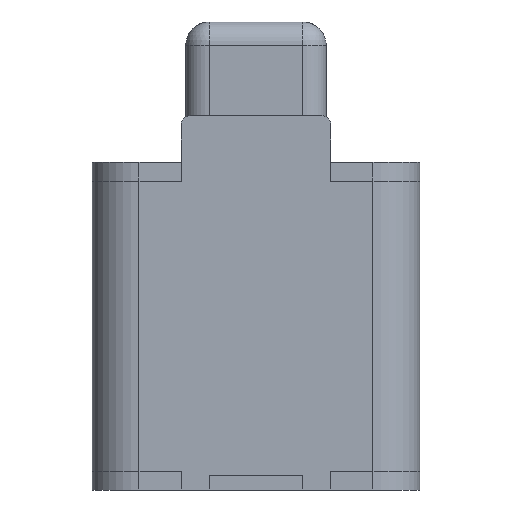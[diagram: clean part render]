
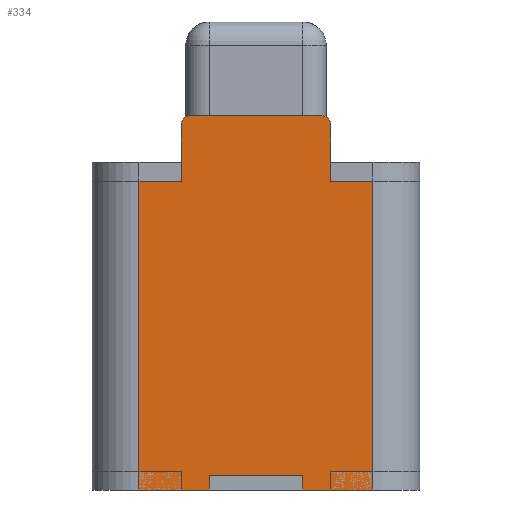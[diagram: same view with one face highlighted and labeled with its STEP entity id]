
A CAD part, left-side view. The second image highlights one B-rep face of the part: STEP entity #334.
In plain terms, the highlighted planar face has unit normal (-1, 0, 0).
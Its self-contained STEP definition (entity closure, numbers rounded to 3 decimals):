
#334 = ADVANCED_FACE( '', ( #605 ), #606, .F. );
#605 = FACE_OUTER_BOUND( '', #805, .T. );
#606 = PLANE( '', #806 );
#805 = EDGE_LOOP( '', ( #1075, #1076, #1077, #1078, #1079, #1080, #1081, #1082, #1083, #1084, #1085, #1086, #1087, #1088 ) );
#806 = AXIS2_PLACEMENT_3D( '', #1089, #1090, #1091 );
#1075 = ORIENTED_EDGE( '', *, *, #1677, .F. );
#1076 = ORIENTED_EDGE( '', *, *, #1678, .T. );
#1077 = ORIENTED_EDGE( '', *, *, #1674, .T. );
#1078 = ORIENTED_EDGE( '', *, *, #1658, .F. );
#1079 = ORIENTED_EDGE( '', *, *, #1679, .T. );
#1080 = ORIENTED_EDGE( '', *, *, #1680, .T. );
#1081 = ORIENTED_EDGE( '', *, *, #1681, .T. );
#1082 = ORIENTED_EDGE( '', *, *, #1682, .F. );
#1083 = ORIENTED_EDGE( '', *, *, #1683, .T. );
#1084 = ORIENTED_EDGE( '', *, *, #1684, .T. );
#1085 = ORIENTED_EDGE( '', *, *, #1685, .T. );
#1086 = ORIENTED_EDGE( '', *, *, #1660, .F. );
#1087 = ORIENTED_EDGE( '', *, *, #1676, .F. );
#1088 = ORIENTED_EDGE( '', *, *, #1686, .T. );
#1089 = CARTESIAN_POINT( '', ( -3., 1.75, 3.3 ) );
#1090 = DIRECTION( '', ( 1., 0., 0. ) );
#1091 = DIRECTION( '', ( 0., 0., -1. ) );
#1658 = EDGE_CURVE( '', #1904, #1905, #1906, .T. );
#1660 = EDGE_CURVE( '', #1907, #1909, #1910, .T. );
#1674 = EDGE_CURVE( '', #1936, #1905, #1937, .T. );
#1676 = EDGE_CURVE( '', #1938, #1907, #1940, .T. );
#1677 = EDGE_CURVE( '', #1941, #1942, #1943, .T. );
#1678 = EDGE_CURVE( '', #1941, #1936, #1944, .F. );
#1679 = EDGE_CURVE( '', #1904, #1945, #1946, .T. );
#1680 = EDGE_CURVE( '', #1945, #1947, #1948, .T. );
#1681 = EDGE_CURVE( '', #1947, #1949, #1950, .T. );
#1682 = EDGE_CURVE( '', #1951, #1949, #1952, .T. );
#1683 = EDGE_CURVE( '', #1951, #1953, #1954, .T. );
#1684 = EDGE_CURVE( '', #1953, #1955, #1956, .T. );
#1685 = EDGE_CURVE( '', #1955, #1909, #1957, .F. );
#1686 = EDGE_CURVE( '', #1938, #1942, #1958, .F. );
#1904 = VERTEX_POINT( '', #2134 );
#1905 = VERTEX_POINT( '', #2135 );
#1906 = LINE( '', #2136, #2137 );
#1907 = VERTEX_POINT( '', #2138 );
#1909 = VERTEX_POINT( '', #2140 );
#1910 = LINE( '', #2141, #2142 );
#1936 = VERTEX_POINT( '', #2172 );
#1937 = LINE( '', #2173, #2174 );
#1938 = VERTEX_POINT( '', #2175 );
#1940 = LINE( '', #2177, #2178 );
#1941 = VERTEX_POINT( '', #2179 );
#1942 = VERTEX_POINT( '', #2180 );
#1943 = LINE( '', #2181, #2182 );
#1944 = CIRCLE( '', #2183, 0.1 );
#1945 = VERTEX_POINT( '', #2184 );
#1946 = LINE( '', #2185, #2186 );
#1947 = VERTEX_POINT( '', #2187 );
#1948 = LINE( '', #2188, #2189 );
#1949 = VERTEX_POINT( '', #2190 );
#1950 = LINE( '', #2191, #2192 );
#1951 = VERTEX_POINT( '', #2193 );
#1952 = LINE( '', #2194, #2195 );
#1953 = VERTEX_POINT( '', #2196 );
#1954 = LINE( '', #2197, #2198 );
#1955 = VERTEX_POINT( '', #2199 );
#1956 = LINE( '', #2200, #2201 );
#1957 = LINE( '', #2202, #2203 );
#1958 = CIRCLE( '', #2204, 0.1 );
#2134 = CARTESIAN_POINT( '', ( -3., 1.25, 3.3 ) );
#2135 = CARTESIAN_POINT( '', ( -3., 0.8, 3.3 ) );
#2136 = CARTESIAN_POINT( '', ( -3., 1.75, 3.3 ) );
#2137 = VECTOR( '', #2460, 1000. );
#2138 = CARTESIAN_POINT( '', ( -3., -0.8, 3.3 ) );
#2140 = CARTESIAN_POINT( '', ( -3., -1.25, 3.3 ) );
#2141 = CARTESIAN_POINT( '', ( -3., 1.75, 3.3 ) );
#2142 = VECTOR( '', #2464, 1000. );
#2172 = CARTESIAN_POINT( '', ( -3., 0.8, 3.9 ) );
#2173 = CARTESIAN_POINT( '', ( -3., 0.8, 4. ) );
#2174 = VECTOR( '', #2496, 1000. );
#2175 = CARTESIAN_POINT( '', ( -3., -0.8, 3.9 ) );
#2177 = CARTESIAN_POINT( '', ( -3., -0.8, 4. ) );
#2178 = VECTOR( '', #2500, 1000. );
#2179 = CARTESIAN_POINT( '', ( -3., 0.7, 4. ) );
#2180 = CARTESIAN_POINT( '', ( -3., -0.7, 4. ) );
#2181 = CARTESIAN_POINT( '', ( -3., 0.8, 4. ) );
#2182 = VECTOR( '', #2501, 1000. );
#2183 = AXIS2_PLACEMENT_3D( '', #2502, #2503, #2504 );
#2184 = CARTESIAN_POINT( '', ( -3., 1.25, 0. ) );
#2185 = CARTESIAN_POINT( '', ( -3., 1.25, 3.3 ) );
#2186 = VECTOR( '', #2505, 1000. );
#2187 = CARTESIAN_POINT( '', ( -3., 0.5, 0. ) );
#2188 = CARTESIAN_POINT( '', ( -3., 1.75, 0. ) );
#2189 = VECTOR( '', #2506, 1000. );
#2190 = CARTESIAN_POINT( '', ( -3., 0.5, 0.15 ) );
#2191 = CARTESIAN_POINT( '', ( -3., 0.5, 3.3 ) );
#2192 = VECTOR( '', #2507, 1000. );
#2193 = CARTESIAN_POINT( '', ( -3., -0.5, 0.15 ) );
#2194 = CARTESIAN_POINT( '', ( -3., 1.75, 0.15 ) );
#2195 = VECTOR( '', #2508, 1000. );
#2196 = CARTESIAN_POINT( '', ( -3., -0.5, 0. ) );
#2197 = CARTESIAN_POINT( '', ( -3., -0.5, 3.3 ) );
#2198 = VECTOR( '', #2509, 1000. );
#2199 = CARTESIAN_POINT( '', ( -3., -1.25, 0. ) );
#2200 = CARTESIAN_POINT( '', ( -3., 1.75, 0. ) );
#2201 = VECTOR( '', #2510, 1000. );
#2202 = CARTESIAN_POINT( '', ( -3., -1.25, 3.3 ) );
#2203 = VECTOR( '', #2511, 1000. );
#2204 = AXIS2_PLACEMENT_3D( '', #2512, #2513, #2514 );
#2460 = DIRECTION( '', ( 0., -1., 0. ) );
#2464 = DIRECTION( '', ( 0., -1., 0. ) );
#2496 = DIRECTION( '', ( 0., 0., -1. ) );
#2500 = DIRECTION( '', ( 0., 0., -1. ) );
#2501 = DIRECTION( '', ( 0., -1., 0. ) );
#2502 = CARTESIAN_POINT( '', ( -3., 0.7, 3.9 ) );
#2503 = DIRECTION( '', ( 1., 0., 0. ) );
#2504 = DIRECTION( '', ( 0., 0., -1. ) );
#2505 = DIRECTION( '', ( 0., 0., -1. ) );
#2506 = DIRECTION( '', ( 0., -1., 0. ) );
#2507 = DIRECTION( '', ( 0., 0., 1. ) );
#2508 = DIRECTION( '', ( 0., 1., 0. ) );
#2509 = DIRECTION( '', ( 0., 0., -1. ) );
#2510 = DIRECTION( '', ( 0., -1., 0. ) );
#2511 = DIRECTION( '', ( 0., 0., -1. ) );
#2512 = CARTESIAN_POINT( '', ( -3., -0.7, 3.9 ) );
#2513 = DIRECTION( '', ( 1., 0., 0. ) );
#2514 = DIRECTION( '', ( 0., 0., -1. ) );
